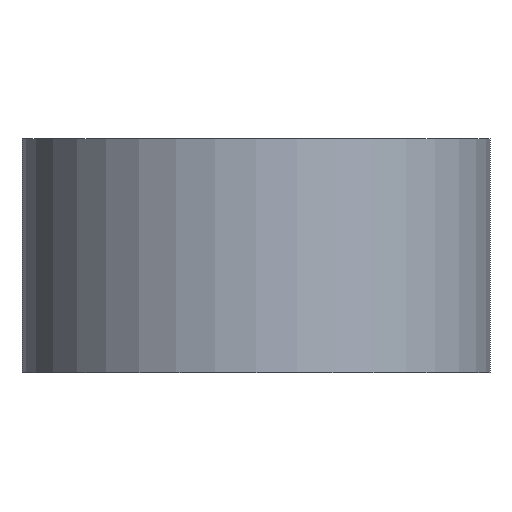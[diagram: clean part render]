
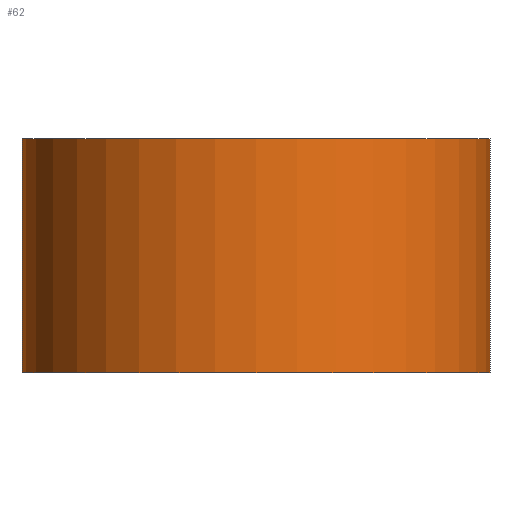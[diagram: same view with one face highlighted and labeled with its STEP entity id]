
A CAD part, front view. The second image highlights one B-rep face of the part: STEP entity #62.
In plain terms, the highlighted cylindrical face has radius 10 mm (diameter 20 mm), a partial arc.
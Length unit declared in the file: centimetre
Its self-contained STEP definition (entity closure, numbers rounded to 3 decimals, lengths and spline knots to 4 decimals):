
#3 = ORIENTED_EDGE ( 'NONE', *, *, #75, .F. ) ;
#38 = AXIS2_PLACEMENT_3D ( 'NONE', #332, #63, #316 ) ;
#42 = CARTESIAN_POINT ( 'NONE',  ( 1., 0., 0. ) ) ;
#44 = CYLINDRICAL_SURFACE ( 'NONE', #256, 1. ) ;
#62 = ADVANCED_FACE ( 'NONE', ( #129 ), #44, .T. ) ;
#63 = DIRECTION ( 'NONE',  ( 0., 0., 1. ) ) ;
#72 = DIRECTION ( 'NONE',  ( -1., 0., 0. ) ) ;
#75 = EDGE_CURVE ( 'NONE', #187, #275, #164, .T. ) ;
#102 = ORIENTED_EDGE ( 'NONE', *, *, #193, .T. ) ;
#103 = VECTOR ( 'NONE', #366, 100. ) ;
#112 = ORIENTED_EDGE ( 'NONE', *, *, #292, .T. ) ;
#122 = DIRECTION ( 'NONE',  ( 1., 0., 0. ) ) ;
#129 = FACE_OUTER_BOUND ( 'NONE', #308, .T. ) ;
#130 = DIRECTION ( 'NONE',  ( 0., 0., -1. ) ) ;
#137 = CIRCLE ( 'NONE', #239, 1. ) ;
#144 = CARTESIAN_POINT ( 'NONE',  ( -1., 0., 1. ) ) ;
#151 = VERTEX_POINT ( 'NONE', #144 ) ;
#164 = LINE ( 'NONE', #250, #103 ) ;
#175 = ORIENTED_EDGE ( 'NONE', *, *, #356, .F. ) ;
#187 = VERTEX_POINT ( 'NONE', #334 ) ;
#190 = CARTESIAN_POINT ( 'NONE',  ( 0., 0., 1. ) ) ;
#193 = EDGE_CURVE ( 'NONE', #329, #275, #137, .T. ) ;
#233 = CARTESIAN_POINT ( 'NONE',  ( -1., 0., 0. ) ) ;
#237 = CIRCLE ( 'NONE', #38, 1. ) ;
#239 = AXIS2_PLACEMENT_3D ( 'NONE', #336, #278, #122 ) ;
#250 = CARTESIAN_POINT ( 'NONE',  ( 1., 0., 1. ) ) ;
#256 = AXIS2_PLACEMENT_3D ( 'NONE', #190, #130, #72 ) ;
#275 = VERTEX_POINT ( 'NONE', #42 ) ;
#278 = DIRECTION ( 'NONE',  ( 0., 0., 1. ) ) ;
#292 = EDGE_CURVE ( 'NONE', #151, #329, #363, .T. ) ;
#308 = EDGE_LOOP ( 'NONE', ( #102, #3, #175, #112 ) ) ;
#316 = DIRECTION ( 'NONE',  ( 1., 0., 0. ) ) ;
#322 = DIRECTION ( 'NONE',  ( 0., 0., -1. ) ) ;
#329 = VERTEX_POINT ( 'NONE', #233 ) ;
#332 = CARTESIAN_POINT ( 'NONE',  ( 0., 0., 1. ) ) ;
#334 = CARTESIAN_POINT ( 'NONE',  ( 1., 0., 1. ) ) ;
#336 = CARTESIAN_POINT ( 'NONE',  ( 0., 0., 0. ) ) ;
#349 = CARTESIAN_POINT ( 'NONE',  ( -1., 0., 1. ) ) ;
#356 = EDGE_CURVE ( 'NONE', #151, #187, #237, .T. ) ;
#363 = LINE ( 'NONE', #349, #372 ) ;
#366 = DIRECTION ( 'NONE',  ( 0., 0., -1. ) ) ;
#372 = VECTOR ( 'NONE', #322, 100. ) ;
